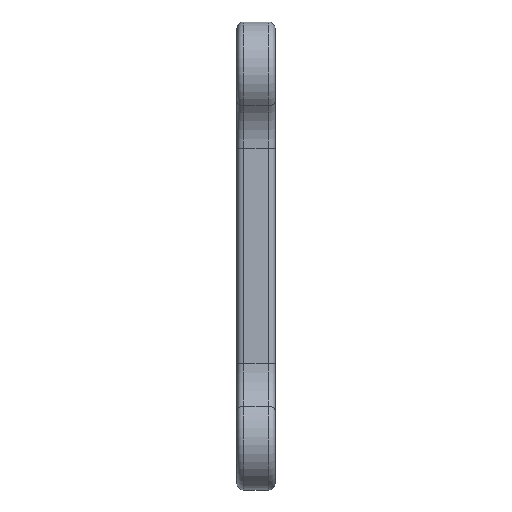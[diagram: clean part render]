
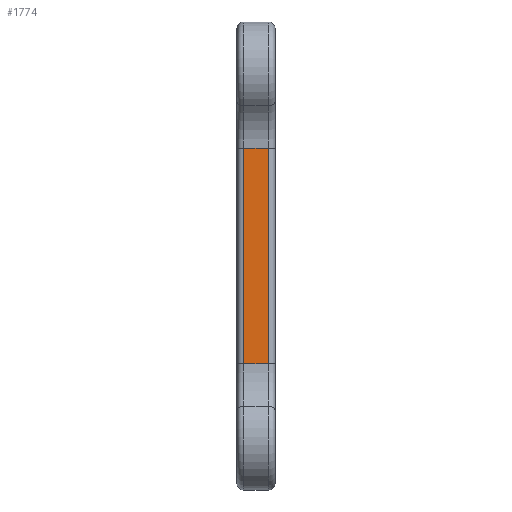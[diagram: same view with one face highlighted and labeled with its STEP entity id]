
A CAD part, left-side view. The second image highlights one B-rep face of the part: STEP entity #1774.
In plain terms, the highlighted planar face has unit normal (-1, 0, 0).
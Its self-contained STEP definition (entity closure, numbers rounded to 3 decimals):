
#147=LINE('',#2941,#260);
#156=LINE('',#3005,#269);
#157=LINE('',#3009,#270);
#158=LINE('',#3010,#271);
#260=VECTOR('',#2273,10.);
#269=VECTOR('',#2360,10.);
#270=VECTOR('',#2365,10.);
#271=VECTOR('',#2366,10.);
#376=FACE_OUTER_BOUND('',#502,.T.);
#502=EDGE_LOOP('',(#1328,#1329,#1330,#1331));
#811=VERTEX_POINT('',#2938);
#812=VERTEX_POINT('',#2940);
#828=VERTEX_POINT('',#3004);
#829=VERTEX_POINT('',#3008);
#978=EDGE_CURVE('',#811,#812,#147,.T.);
#1010=EDGE_CURVE('',#812,#828,#156,.T.);
#1012=EDGE_CURVE('',#829,#811,#157,.T.);
#1013=EDGE_CURVE('',#828,#829,#158,.T.);
#1328=ORIENTED_EDGE('',*,*,#978,.F.);
#1329=ORIENTED_EDGE('',*,*,#1012,.F.);
#1330=ORIENTED_EDGE('',*,*,#1013,.F.);
#1331=ORIENTED_EDGE('',*,*,#1010,.F.);
#1720=PLANE('',#1964);
#1774=ADVANCED_FACE('',(#376),#1720,.T.);
#1964=AXIS2_PLACEMENT_3D('',#3007,#2363,#2364);
#2273=DIRECTION('',(0.,0.,1.));
#2360=DIRECTION('',(0.,-1.,0.));
#2363=DIRECTION('center_axis',(-1.,0.,0.));
#2364=DIRECTION('ref_axis',(0.,0.,
-1.));
#2365=DIRECTION('',(0.,1.,0.));
#2366=DIRECTION('',(0.,0.,-1.));
#2938=CARTESIAN_POINT('',(284.158,246.27,79.37));
#2940=CARTESIAN_POINT('',(284.158,246.27,107.66));
#2941=CARTESIAN_POINT('',(284.158,246.27,102.619));
#3004=CARTESIAN_POINT('',(284.158,243.07,107.66));
#3005=CARTESIAN_POINT('',(284.158,247.17,107.66));
#3007=CARTESIAN_POINT('Origin',(284.158,247.17,111.723));
#3008=CARTESIAN_POINT('',(284.158,243.07,79.37));
#3009=CARTESIAN_POINT('',(284.158,247.17,79.37));
#3010=CARTESIAN_POINT('',(284.158,243.07,102.619));
